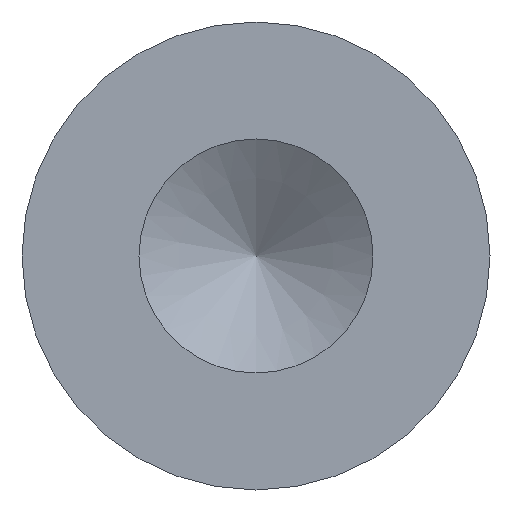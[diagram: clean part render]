
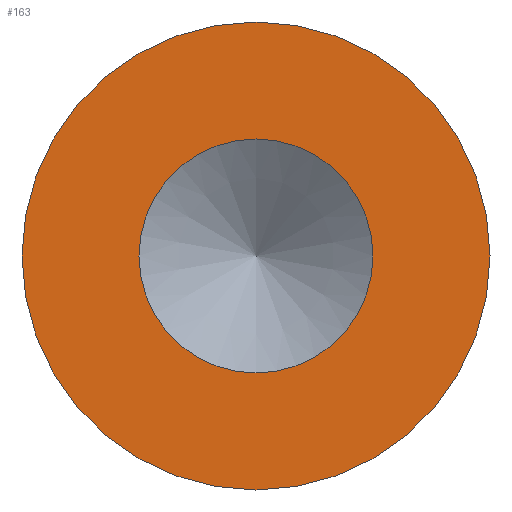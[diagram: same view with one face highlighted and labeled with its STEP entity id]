
A CAD part, front view. The second image highlights one B-rep face of the part: STEP entity #163.
In plain terms, the highlighted planar face has unit normal (0, -1, 0).
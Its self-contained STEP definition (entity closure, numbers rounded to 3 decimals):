
#20=FACE_BOUND('',#51,.T.);
#22=PLANE('',#199);
#38=FACE_OUTER_BOUND('',#50,.T.);
#50=EDGE_LOOP('',(#147));
#51=EDGE_LOOP('',(#148));
#73=CIRCLE('',#186,2.5);
#75=CIRCLE('',#189,5.);
#85=VERTEX_POINT('',#275);
#87=VERTEX_POINT('',#281);
#98=EDGE_CURVE('',#85,#85,#73,.T.);
#102=EDGE_CURVE('',#87,#87,#75,.T.);
#147=ORIENTED_EDGE('',*,*,#102,.F.);
#148=ORIENTED_EDGE('',*,*,#98,.T.);
#163=ADVANCED_FACE('',(#38,#20),#22,.T.);
#186=AXIS2_PLACEMENT_3D('',#276,#222,#223);
#189=AXIS2_PLACEMENT_3D('',#283,#230,#231);
#199=AXIS2_PLACEMENT_3D('',#301,#254,#255);
#222=DIRECTION('center_axis',(0.,1.,0.));
#223=DIRECTION('ref_axis',(0.,0.,-1.));
#230=DIRECTION('center_axis',(0.,1.,0.));
#231=DIRECTION('ref_axis',(1.,0.,0.));
#254=DIRECTION('center_axis',(0.,-1.,0.));
#255=DIRECTION('ref_axis',(0.,0.,-1.));
#275=CARTESIAN_POINT('',(0.,0.,2.5));
#276=CARTESIAN_POINT('Origin',(0.,0.,0.));
#281=CARTESIAN_POINT('',(0.,0.,-5.));
#283=CARTESIAN_POINT('Origin',(0.,0.,0.));
#301=CARTESIAN_POINT('Origin',(0.,0.,5.));
